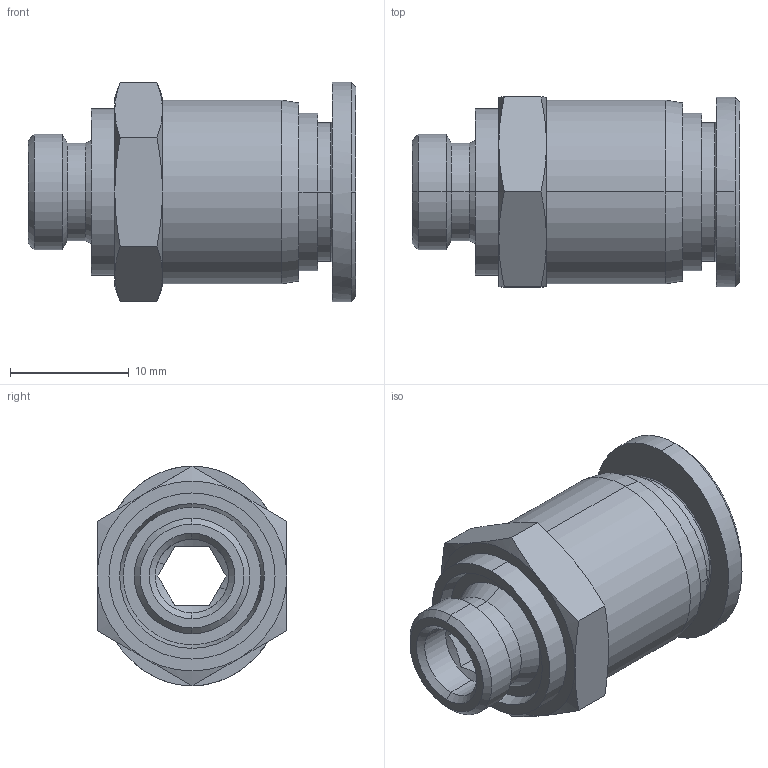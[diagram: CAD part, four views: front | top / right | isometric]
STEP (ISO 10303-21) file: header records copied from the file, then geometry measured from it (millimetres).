
FILE_DESCRIPTION(/* description */ ('VariCAD 2016-1.06 AP-214'),/* implementation_level */ '2;1');
FILE_NAME(/* name */ 'iqsg_1810_g.stp',/* time_stamp */ '2016-06-16T10:30:59+02:00',/* author */ (''),/* organization */ (''),/* preprocessor_version */ 'ST-DEVELOPER v14',/* originating_system */ 'VariCAD 2016-1.06; kernel version (20130303)',/* authorisation */ '');
FILE_SCHEMA (('AUTOMOTIVE_DESIGN'));
Length unit declared in the file: millimetre
Products named in the file (2): iqsg_1810_g; IQSG 1810 G
Assembly tree (1 placements, depth 2):
  iqsg_1810_g
    IQSG 1810 G
Bounding box: 27.6 x 16 x 18.5 mm (x, y, z)
Volume: 2665.6 mm3; surface area: 2681.6 mm2
Topology: 1 solids, 1 shells, 453 faces, 1268 edges, 836 vertices
Faces by surface type: plane 397, cone 30, cylinder 17, bspline 9
Entity records: 15419 total; most frequent: CARTESIAN_POINT 3793, ORIENTED_EDGE 2536, DIRECTION 2166, EDGE_CURVE 1268, LINE 1142, VECTOR 1142, VERTEX_POINT 836, AXIS2_PLACEMENT_3D 512
